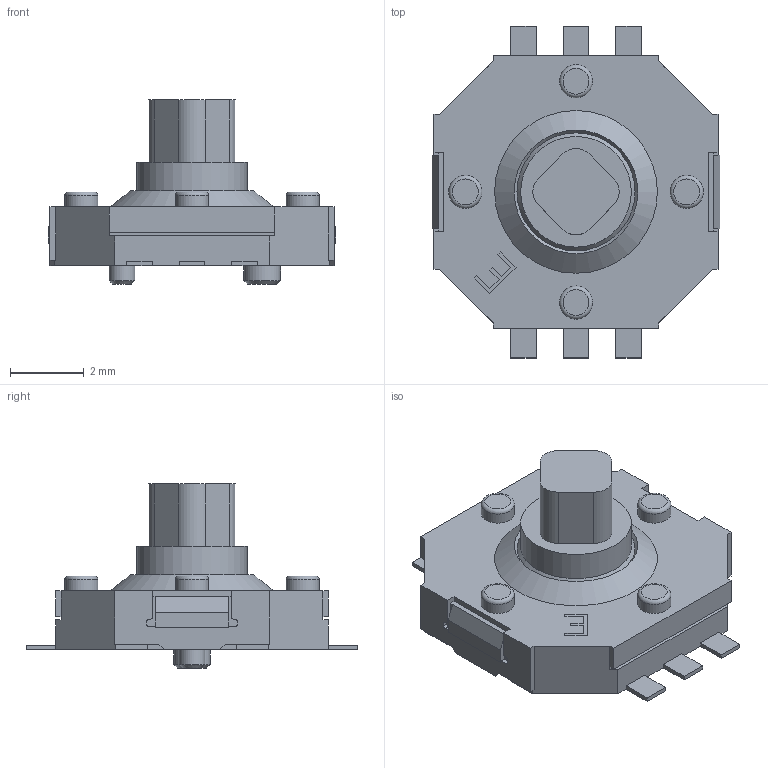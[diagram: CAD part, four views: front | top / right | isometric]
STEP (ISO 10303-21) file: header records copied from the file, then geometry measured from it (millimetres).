
FILE_DESCRIPTION(/* description */ (''),/* implementation_level */ '2;1');
FILE_NAME(/* name */ 'JS1400AFQ.step',/* time_stamp */ '2021-12-24T16:48:41+01:00',/* author */ (''),/* organization */ (''),/* preprocessor_version */ 'ST-DEVELOPER v18.1',/* originating_system */ 'Autodesk Translation Framework v10.10.0.1391',/* authorisation */ '');
FILE_SCHEMA (('AUTOMOTIVE_DESIGN { 1 0 10303 214 3 1 1 }'));
Length unit declared in the file: inch
Products named in the file (3): JS1400AFQ; Body1; Body2
Assembly tree (2 placements, depth 2):
  JS1400AFQ
    Body1
    Body2
Bounding box: 7.8 x 9 x 5 mm (x, y, z)
Volume: 79.2 mm3; surface area: 327 mm2
Topology: 2 solids, 6 shells, 247 faces, 623 edges, 411 vertices
Faces by surface type: plane 193, cylinder 44, cone 6, torus 4
Full cylindrical faces by diameter (mm): 0.7 x14, 0.75 x4, 0.9 x4, 1 x1, 3 x1
Entity records: 7549 total; most frequent: CARTESIAN_POINT 1286, ORIENTED_EDGE 1246, DIRECTION 1234, EDGE_CURVE 623, LINE 516, VECTOR 516, VERTEX_POINT 411, AXIS2_PLACEMENT_3D 359
